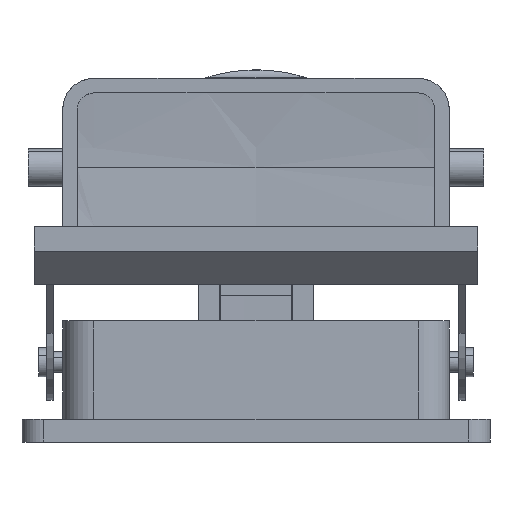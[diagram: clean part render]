
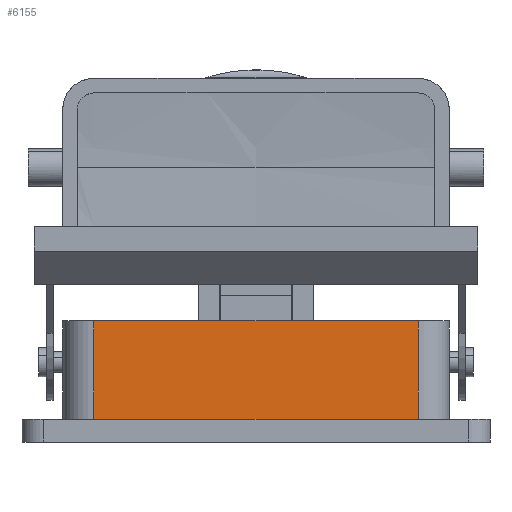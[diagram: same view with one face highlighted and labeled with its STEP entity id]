
A CAD part, left-side view. The second image highlights one B-rep face of the part: STEP entity #6155.
In plain terms, the highlighted planar face has unit normal (-1, 0, 0).
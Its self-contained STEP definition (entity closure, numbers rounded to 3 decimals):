
#6140=AXIS2_PLACEMENT_3D('Plane Axis2P3D',#6137,#6138,#6139) ;
#488=CARTESIAN_POINT('Line Origine',(18.5,95.65,12.8)) ;
#492=CARTESIAN_POINT('Vertex',(18.5,95.65,23.8)) ;
#494=CARTESIAN_POINT('Vertex',(18.5,95.65,5.5)) ;
#497=CARTESIAN_POINT('Line Origine',(18.5,95.65,12.8)) ;
#501=CARTESIAN_POINT('Vertex',(18.5,95.65,29.3)) ;
#564=CARTESIAN_POINT('Vertex',(18.5,17.35,29.3)) ;
#567=CARTESIAN_POINT('Line Origine',(18.5,17.35,12.8)) ;
#571=CARTESIAN_POINT('Vertex',(18.5,17.35,23.8)) ;
#574=CARTESIAN_POINT('Line Origine',(18.5,17.35,12.8)) ;
#578=CARTESIAN_POINT('Vertex',(18.5,17.35,5.5)) ;
#1128=CARTESIAN_POINT('Line Origine',(18.5,56.5,5.5)) ;
#6137=CARTESIAN_POINT('Axis2P3D Location',(18.5,9.85,23.8)) ;
#6142=CARTESIAN_POINT('Line Origine',(18.5,56.5,29.3)) ;
#489=DIRECTION('Vector Direction',(0.,0.,-1.)) ;
#498=DIRECTION('Vector Direction',(0.,0.,-1.)) ;
#568=DIRECTION('Vector Direction',(0.,0.,-1.)) ;
#575=DIRECTION('Vector Direction',(0.,0.,-1.)) ;
#1129=DIRECTION('Vector Direction',(0.,1.,0.)) ;
#6138=DIRECTION('Axis2P3D Direction',(-1.,0.,-0.)) ;
#6139=DIRECTION('Axis2P3D XDirection',(0.,1.,0.)) ;
#6143=DIRECTION('Vector Direction',(0.,1.,0.)) ;
#490=VECTOR('Line Direction',#489,1.) ;
#499=VECTOR('Line Direction',#498,1.) ;
#569=VECTOR('Line Direction',#568,1.) ;
#576=VECTOR('Line Direction',#575,1.) ;
#1130=VECTOR('Line Direction',#1129,1.) ;
#6144=VECTOR('Line Direction',#6143,1.) ;
#6148=ORIENTED_EDGE('',*,*,#580,.F.) ;
#6149=ORIENTED_EDGE('',*,*,#573,.T.) ;
#6150=ORIENTED_EDGE('',*,*,#6146,.T.) ;
#6151=ORIENTED_EDGE('',*,*,#503,.F.) ;
#6152=ORIENTED_EDGE('',*,*,#496,.T.) ;
#6153=ORIENTED_EDGE('',*,*,#1132,.F.) ;
#6155=ADVANCED_FACE('Housing',(#6154),#6141,.T.) ;
#496=EDGE_CURVE('',#493,#495,#491,.T.) ;
#503=EDGE_CURVE('',#493,#502,#500,.F.) ;
#573=EDGE_CURVE('',#572,#565,#570,.F.) ;
#580=EDGE_CURVE('',#572,#579,#577,.T.) ;
#1132=EDGE_CURVE('',#579,#495,#1131,.T.) ;
#6146=EDGE_CURVE('',#565,#502,#6145,.T.) ;
#6147=EDGE_LOOP('',(#6148,#6149,#6150,#6151,#6152,#6153)) ;
#6154=FACE_OUTER_BOUND('',#6147,.T.) ;
#491=LINE('Line',#488,#490) ;
#500=LINE('Line',#497,#499) ;
#570=LINE('Line',#567,#569) ;
#577=LINE('Line',#574,#576) ;
#1131=LINE('Line',#1128,#1130) ;
#6145=LINE('Line',#6142,#6144) ;
#6141=PLANE('',#6140) ;
#493=VERTEX_POINT('',#492) ;
#495=VERTEX_POINT('',#494) ;
#502=VERTEX_POINT('',#501) ;
#565=VERTEX_POINT('',#564) ;
#572=VERTEX_POINT('',#571) ;
#579=VERTEX_POINT('',#578) ;
